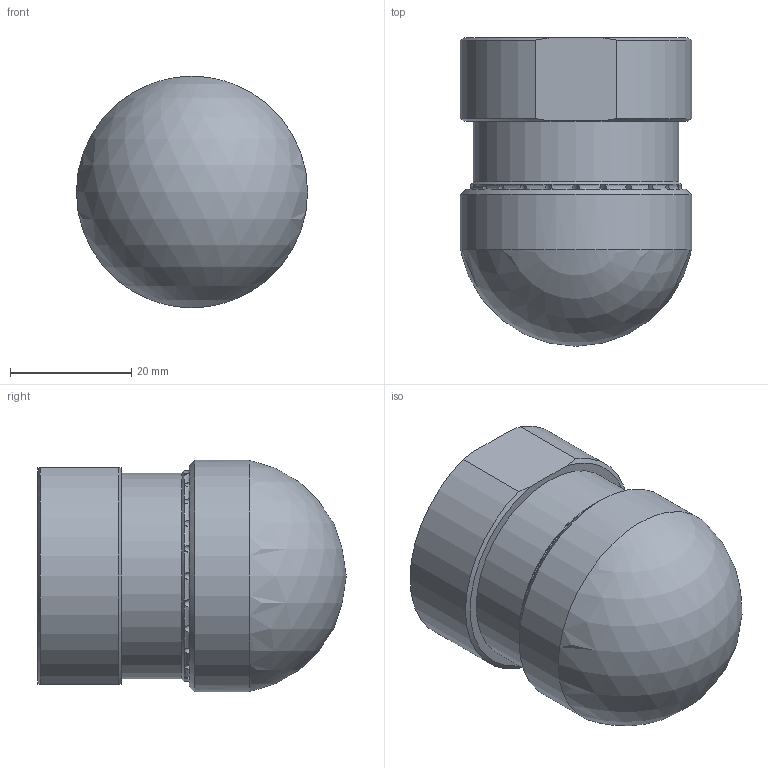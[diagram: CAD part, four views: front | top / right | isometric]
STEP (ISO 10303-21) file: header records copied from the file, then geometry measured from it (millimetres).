
FILE_DESCRIPTION(/* description */ (''),/* implementation_level */ '2;1');
FILE_NAME(/* name */ '1008SS.stp',/* time_stamp */ '2015-10-20T08:21:16-04:00',/* author */ ('dave woerner'),/* organization */ (''),/* preprocessor_version */ 'ST-DEVELOPER v15.2',/* originating_system */ 'Autodesk Inventor 2014',/* authorisation */ '');
FILE_SCHEMA (('AUTOMOTIVE_DESIGN { 1 0 10303 214 3 1 1 }'));
Length unit declared in the file: inch
Products named in the file (1): 1008SS
Bounding box: 38.1 x 50.8 x 38.1 mm (x, y, z)
Volume: 22358.6 mm3; surface area: 11019.8 mm2
Topology: 1 solids, 1 shells, 92 faces, 336 edges, 223 vertices
Faces by surface type: cylinder 53, plane 29, cone 9, sphere 1
Full cylindrical faces by diameter (mm): 1.181 x24, 29.366 x1, 33.884 x1, 38.1 x1
Entity records: 4715 total; most frequent: CARTESIAN_POINT 2221, ORIENTED_EDGE 546, DIRECTION 468, EDGE_CURVE 273, AXIS2_PLACEMENT_3D 230, VERTEX_POINT 193, EDGE_LOOP 150, B_SPLINE_CURVE_WITH_KNOTS 120
